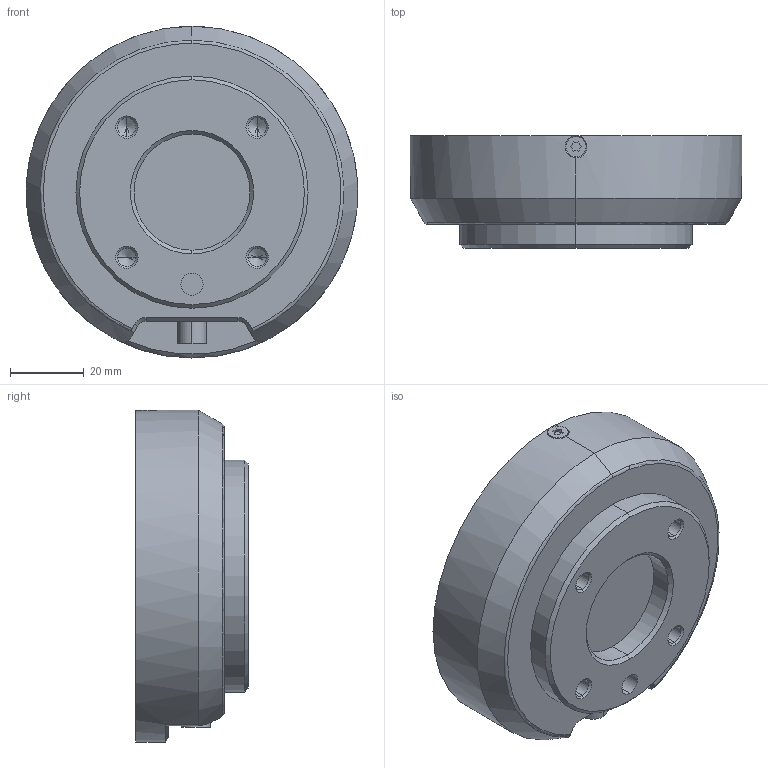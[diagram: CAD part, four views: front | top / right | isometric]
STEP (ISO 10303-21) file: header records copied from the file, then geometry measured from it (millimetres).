
FILE_DESCRIPTION (( 'STEP AP203' ), '1' );
FILE_NAME ('Tool flange-UR10(2)_UR10_Standard_sldprt.STEP', '2021-12-18T22:10:04', ( '' ), ( '' ), 'SwSTEP 2.0', 'SolidWorks 2021', '' );
FILE_SCHEMA (( 'CONFIG_CONTROL_DESIGN' ));
Length unit declared in the file: millimetre
Products named in the file (1): Tool flange-UR10(2)_UR10_Standard_sldprt
Bounding box: 90 x 30.5 x 90.1 mm (x, y, z)
Volume: 159510.9 mm3; surface area: 21703.3 mm2
Topology: 3 solids, 3 shells, 106 faces, 245 edges, 150 vertices
Faces by surface type: cylinder 40, plane 34, cone 29, torus 2, bspline 1
Entity records: 3357 total; most frequent: CARTESIAN_POINT 886, DIRECTION 522, ORIENTED_EDGE 474, EDGE_CURVE 237, AXIS2_PLACEMENT_3D 202, VERTEX_POINT 150, EDGE_LOOP 119, LINE 118
